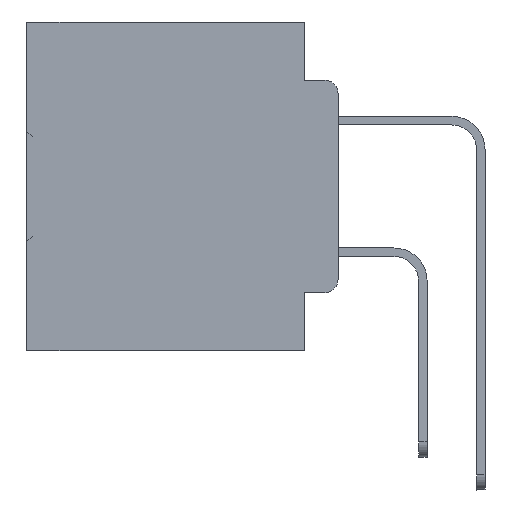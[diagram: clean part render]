
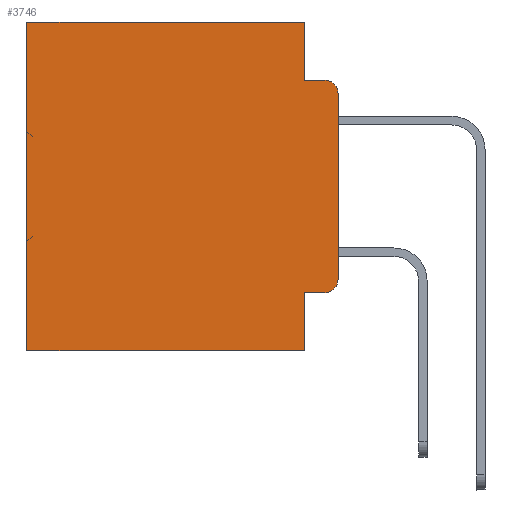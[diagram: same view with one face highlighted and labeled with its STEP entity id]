
A CAD part, left-side view. The second image highlights one B-rep face of the part: STEP entity #3746.
In plain terms, the highlighted planar face has unit normal (-1, 0, 0).
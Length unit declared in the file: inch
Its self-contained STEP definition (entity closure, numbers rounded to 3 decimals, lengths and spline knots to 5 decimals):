
#357 = VERTEX_POINT ( 'NONE', #4857 ) ;
#706 = DIRECTION ( 'NONE',  ( 0., 0., -1. ) ) ;
#3240 = VERTEX_POINT ( 'NONE', #33162 ) ;
#3249 = DIRECTION ( 'NONE',  ( 0., 1., 0. ) ) ;
#3746 = ADVANCED_FACE ( 'NONE', ( #27971 ), #20502, .F. ) ;
#4666 = VECTOR ( 'NONE', #26667, 39.37008 ) ;
#4857 = CARTESIAN_POINT ( 'NONE',  ( 0.298, 0.051, -0.5 ) ) ;
#5500 = EDGE_CURVE ( 'NONE', #7804, #21101, #31126, .T. ) ;
#7276 = CARTESIAN_POINT ( 'NONE',  ( 0.298, 0., -0.3915 ) ) ;
#7477 = DIRECTION ( 'NONE',  ( 0., 0., -1. ) ) ;
#7804 = VERTEX_POINT ( 'NONE', #27554 ) ;
#8590 = ORIENTED_EDGE ( 'NONE', *, *, #26157, .F. ) ;
#8941 = CARTESIAN_POINT ( 'NONE',  ( 0.298, 0.02, -0.1085 ) ) ;
#10057 = EDGE_CURVE ( 'NONE', #21101, #13493, #29985, .T. ) ;
#10362 = LINE ( 'NONE', #14195, #17635 ) ;
#10700 = LINE ( 'NONE', #24577, #33741 ) ;
#11034 = EDGE_CURVE ( 'NONE', #29946, #25999, #18763, .T. ) ;
#11241 = VERTEX_POINT ( 'NONE', #18591 ) ;
#11295 = EDGE_LOOP ( 'NONE', ( #8590, #15855, #16823, #34456, #18719, #37167, #25346, #16363, #18277, #34025 ) ) ;
#11560 = CARTESIAN_POINT ( 'NONE',  ( 0.298, 0.02, -0.3915 ) ) ;
#12033 = DIRECTION ( 'NONE',  ( 0., 0., -1. ) ) ;
#12100 = CARTESIAN_POINT ( 'NONE',  ( 0.298, 0.051, -0.0885 ) ) ;
#13138 = EDGE_CURVE ( 'NONE', #11241, #29946, #20951, .T. ) ;
#13493 = VERTEX_POINT ( 'NONE', #33247 ) ;
#13592 = AXIS2_PLACEMENT_3D ( 'NONE', #11560, #32601, #14681 ) ;
#14195 = CARTESIAN_POINT ( 'NONE',  ( 0.298, 0.051, 0. ) ) ;
#14196 = VECTOR ( 'NONE', #32772, 39.37008 ) ;
#14197 = CARTESIAN_POINT ( 'NONE',  ( 0.298, 0.02, -0.4115 ) ) ;
#14271 = VECTOR ( 'NONE', #25536, 39.37008 ) ;
#14681 = DIRECTION ( 'NONE',  ( 0., 0., -1. ) ) ;
#14939 = VECTOR ( 'NONE', #706, 39.37008 ) ;
#15855 = ORIENTED_EDGE ( 'NONE', *, *, #34687, .T. ) ;
#16013 = CARTESIAN_POINT ( 'NONE',  ( 0.298, 0.473, 0. ) ) ;
#16363 = ORIENTED_EDGE ( 'NONE', *, *, #31060, .F. ) ;
#16440 = CARTESIAN_POINT ( 'NONE',  ( 0.298, 0.051, -0.0885 ) ) ;
#16823 = ORIENTED_EDGE ( 'NONE', *, *, #30844, .F. ) ;
#17024 = CARTESIAN_POINT ( 'NONE',  ( 0.298, 0., 0. ) ) ;
#17635 = VECTOR ( 'NONE', #7477, 39.37008 ) ;
#18277 = ORIENTED_EDGE ( 'NONE', *, *, #13138, .T. ) ;
#18591 = CARTESIAN_POINT ( 'NONE',  ( 0.298, 0.051, -0.4115 ) ) ;
#18719 = ORIENTED_EDGE ( 'NONE', *, *, #5500, .T. ) ;
#18763 = CIRCLE ( 'NONE', #13592, 0.02 ) ;
#18952 = CARTESIAN_POINT ( 'NONE',  ( 0.298, 0., 0. ) ) ;
#20345 = LINE ( 'NONE', #29248, #35103 ) ;
#20502 = PLANE ( 'NONE',  #28861 ) ;
#20647 = CARTESIAN_POINT ( 'NONE',  ( 0.298, 0.051, 0. ) ) ;
#20951 = LINE ( 'NONE', #28690, #34773 ) ;
#21101 = VERTEX_POINT ( 'NONE', #22112 ) ;
#21187 = AXIS2_PLACEMENT_3D ( 'NONE', #8941, #30130, #12033 ) ;
#22112 = CARTESIAN_POINT ( 'NONE',  ( 0.298, 0.473, 0. ) ) ;
#24577 = CARTESIAN_POINT ( 'NONE',  ( 0.298, 0., -0.5 ) ) ;
#24893 = EDGE_CURVE ( 'NONE', #7804, #25729, #10362, .T. ) ;
#25346 = ORIENTED_EDGE ( 'NONE', *, *, #26421, .F. ) ;
#25358 = CIRCLE ( 'NONE', #21187, 0.02 ) ;
#25536 = DIRECTION ( 'NONE',  ( 0., -1., 0. ) ) ;
#25729 = VERTEX_POINT ( 'NONE', #12100 ) ;
#25999 = VERTEX_POINT ( 'NONE', #7276 ) ;
#26157 = EDGE_CURVE ( 'NONE', #3240, #25999, #20345, .T. ) ;
#26421 = EDGE_CURVE ( 'NONE', #357, #13493, #10700, .T. ) ;
#26667 = DIRECTION ( 'NONE',  ( 0., 0., -1. ) ) ;
#27554 = CARTESIAN_POINT ( 'NONE',  ( 0.298, 0.051, 0. ) ) ;
#27971 = FACE_OUTER_BOUND ( 'NONE', #11295, .T. ) ;
#28420 = LINE ( 'NONE', #16440, #14271 ) ;
#28690 = CARTESIAN_POINT ( 'NONE',  ( 0.298, 0.051, -0.4115 ) ) ;
#28861 = AXIS2_PLACEMENT_3D ( 'NONE', #17024, #30634, #30331 ) ;
#29248 = CARTESIAN_POINT ( 'NONE',  ( 0.298, 0., 0. ) ) ;
#29946 = VERTEX_POINT ( 'NONE', #14197 ) ;
#29985 = LINE ( 'NONE', #16013, #14939 ) ;
#30130 = DIRECTION ( 'NONE',  ( -1., 0., 0. ) ) ;
#30331 = DIRECTION ( 'NONE',  ( 0., 0., -1. ) ) ;
#30634 = DIRECTION ( 'NONE',  ( 1., 0., 0. ) ) ;
#30844 = EDGE_CURVE ( 'NONE', #25729, #34304, #28420, .T. ) ;
#31060 = EDGE_CURVE ( 'NONE', #11241, #357, #36577, .T. ) ;
#31126 = LINE ( 'NONE', #18952, #14196 ) ;
#31641 = DIRECTION ( 'NONE',  ( 0., -1., 0. ) ) ;
#32165 = DIRECTION ( 'NONE',  ( 0., 0., -1. ) ) ;
#32601 = DIRECTION ( 'NONE',  ( -1., 0., 0. ) ) ;
#32772 = DIRECTION ( 'NONE',  ( 0., 1., 0. ) ) ;
#33162 = CARTESIAN_POINT ( 'NONE',  ( 0.298, 0., -0.1085 ) ) ;
#33247 = CARTESIAN_POINT ( 'NONE',  ( 0.298, 0.473, -0.5 ) ) ;
#33741 = VECTOR ( 'NONE', #3249, 39.37008 ) ;
#34025 = ORIENTED_EDGE ( 'NONE', *, *, #11034, .T. ) ;
#34078 = CARTESIAN_POINT ( 'NONE',  ( 0.298, 0.02, -0.0885 ) ) ;
#34304 = VERTEX_POINT ( 'NONE', #34078 ) ;
#34456 = ORIENTED_EDGE ( 'NONE', *, *, #24893, .F. ) ;
#34687 = EDGE_CURVE ( 'NONE', #3240, #34304, #25358, .T. ) ;
#34773 = VECTOR ( 'NONE', #31641, 39.37008 ) ;
#35103 = VECTOR ( 'NONE', #32165, 39.37008 ) ;
#36577 = LINE ( 'NONE', #20647, #4666 ) ;
#37167 = ORIENTED_EDGE ( 'NONE', *, *, #10057, .T. ) ;
